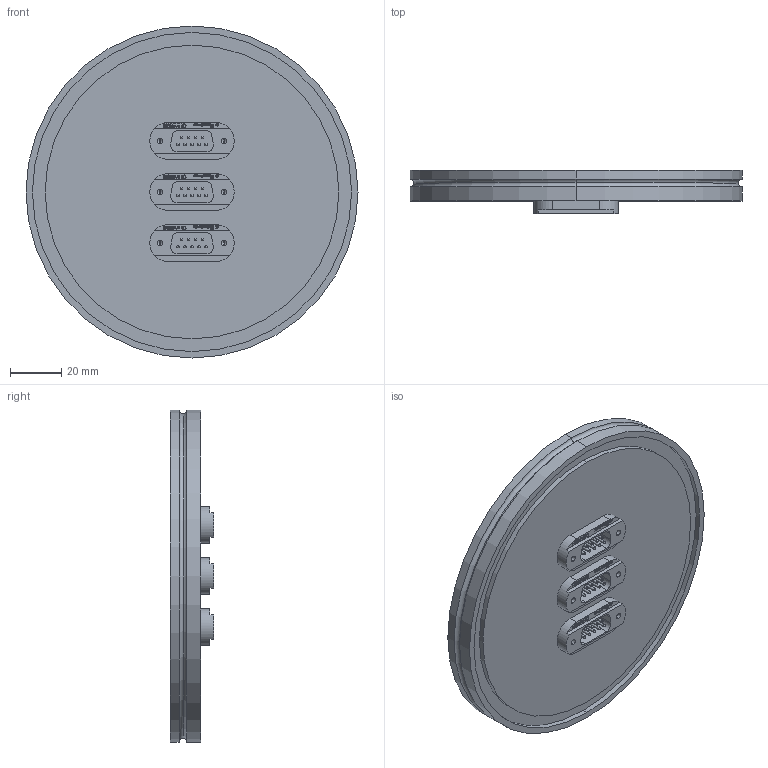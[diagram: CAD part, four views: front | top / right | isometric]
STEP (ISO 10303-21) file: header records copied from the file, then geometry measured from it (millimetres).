
FILE_DESCRIPTION (( 'STEP AP214' ), '1' );
FILE_NAME ('210-D09-ISO100-3.STEP', '2017-04-28T11:25:43', ( '' ), ( '' ), 'SwSTEP 2.0', 'SolidWorks 2014', '' );
FILE_SCHEMA (( 'AUTOMOTIVE_DESIGN' ));
Length unit declared in the file: millimetre
Products named in the file (5): 9218-D9-37-SS_9pin 1mm beschr. allectra; 9210-D09-ISO100-3_DN100 ISO-K; 210-D09-ISO100-3; 218-D9-37-SS_218-D09-SS; 9210-PIN-FENI_Pin vergoldet
Assembly tree (14 placements, depth 3):
  210-D09-ISO100-3
    9210-D09-ISO100-3_DN100 ISO-K
    218-D9-37-SS_218-D09-SS  x3
      9218-D9-37-SS_9pin 1mm beschr. allectra
      9210-PIN-FENI_Pin vergoldet
Bounding box: 130 x 17 x 130 mm (x, y, z)
Volume: 149719 mm3; surface area: 46419.3 mm2
Topology: 31 solids, 31 shells, 925 faces, 2517 edges, 1652 vertices
Faces by surface type: plane 444, cylinder 318, bspline 81, sphere 54, cone 24, torus 4
Entity records: 11155 total; most frequent: CARTESIAN_POINT 3385, ORIENTED_EDGE 1562, DIRECTION 1521, EDGE_CURVE 781, VERTEX_POINT 516, LINE 513, VECTOR 513, AXIS2_PLACEMENT_3D 504
